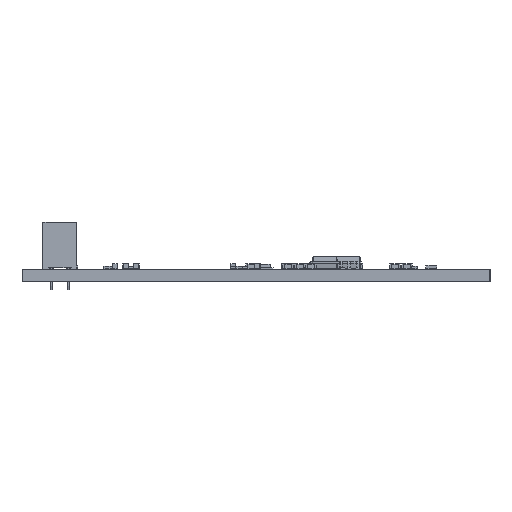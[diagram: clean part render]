
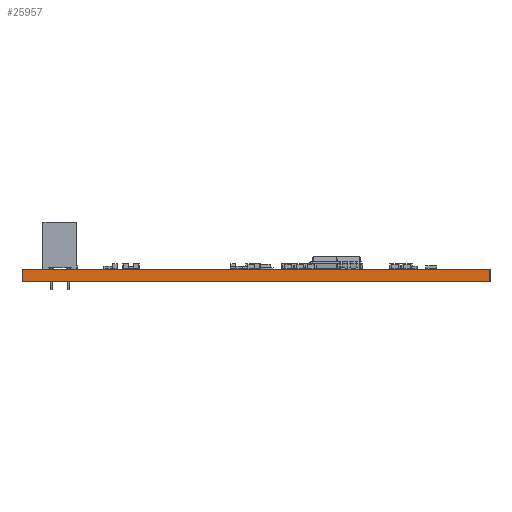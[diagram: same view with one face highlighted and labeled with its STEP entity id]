
A CAD part, left-side view. The second image highlights one B-rep face of the part: STEP entity #25957.
In plain terms, the highlighted planar face has unit normal (-1, 0, 0).
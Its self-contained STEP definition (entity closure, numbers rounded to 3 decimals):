
#25901 = VERTEX_POINT('',#25902);
#25902 = CARTESIAN_POINT('',(97.,-111.1,1.84));
#25908 = EDGE_CURVE('',#25909,#25901,#25911,.T.);
#25909 = VERTEX_POINT('',#25910);
#25910 = CARTESIAN_POINT('',(97.,-111.1,0.));
#25911 = LINE('',#25912,#25913);
#25912 = CARTESIAN_POINT('',(97.,-111.1,0.));
#25913 = VECTOR('',#25914,1.);
#25914 = DIRECTION('',(0.,0.,1.));
#25957 = ADVANCED_FACE('',(#25958),#25983,.T.);
#25958 = FACE_BOUND('',#25959,.T.);
#25959 = EDGE_LOOP('',(#25960,#25961,#25969,#25977));
#25960 = ORIENTED_EDGE('',*,*,#25908,.T.);
#25961 = ORIENTED_EDGE('',*,*,#25962,.T.);
#25962 = EDGE_CURVE('',#25901,#25963,#25965,.T.);
#25963 = VERTEX_POINT('',#25964);
#25964 = CARTESIAN_POINT('',(97.,-41.1,1.84));
#25965 = LINE('',#25966,#25967);
#25966 = CARTESIAN_POINT('',(97.,-111.1,1.84));
#25967 = VECTOR('',#25968,1.);
#25968 = DIRECTION('',(0.,1.,0.));
#25969 = ORIENTED_EDGE('',*,*,#25970,.F.);
#25970 = EDGE_CURVE('',#25971,#25963,#25973,.T.);
#25971 = VERTEX_POINT('',#25972);
#25972 = CARTESIAN_POINT('',(97.,-41.1,0.));
#25973 = LINE('',#25974,#25975);
#25974 = CARTESIAN_POINT('',(97.,-41.1,0.));
#25975 = VECTOR('',#25976,1.);
#25976 = DIRECTION('',(0.,0.,1.));
#25977 = ORIENTED_EDGE('',*,*,#25978,.F.);
#25978 = EDGE_CURVE('',#25909,#25971,#25979,.T.);
#25979 = LINE('',#25980,#25981);
#25980 = CARTESIAN_POINT('',(97.,-111.1,0.));
#25981 = VECTOR('',#25982,1.);
#25982 = DIRECTION('',(0.,1.,0.));
#25983 = PLANE('',#25984);
#25984 = AXIS2_PLACEMENT_3D('',#25985,#25986,#25987);
#25985 = CARTESIAN_POINT('',(97.,-111.1,0.));
#25986 = DIRECTION('',(-1.,0.,0.));
#25987 = DIRECTION('',(0.,1.,0.));
